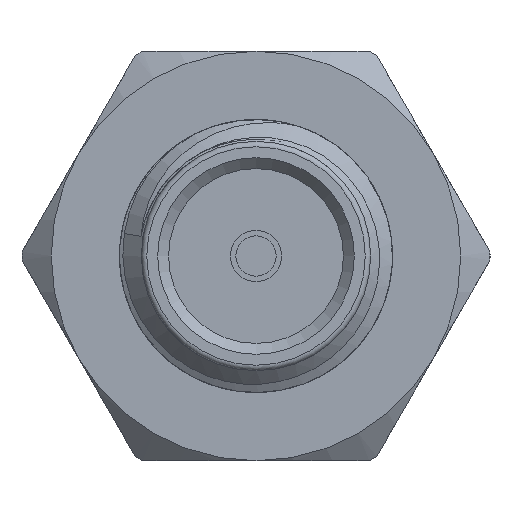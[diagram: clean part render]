
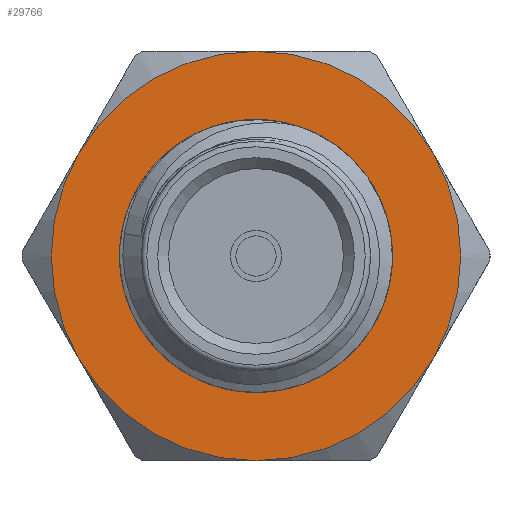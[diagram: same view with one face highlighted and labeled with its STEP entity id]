
A CAD part, left-side view. The second image highlights one B-rep face of the part: STEP entity #29766.
In plain terms, the highlighted planar face has unit normal (-1, 0, 0).
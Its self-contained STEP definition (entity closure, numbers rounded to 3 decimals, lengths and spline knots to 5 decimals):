
#847 = EDGE_CURVE ( 'NONE', #10000, #10000, #31175, .T. ) ;
#2203 = AXIS2_PLACEMENT_3D ( 'NONE', #13840, #3329, #14923 ) ;
#2279 = DIRECTION ( 'NONE',  ( 0., 1., 0. ) ) ;
#2444 = DIRECTION ( 'NONE',  ( 1., 0., 0. ) ) ;
#2823 = VERTEX_POINT ( 'NONE', #22863 ) ;
#3329 = DIRECTION ( 'NONE',  ( 1., 0., 0. ) ) ;
#3566 = CIRCLE ( 'NONE', #34627, 0.1875 ) ;
#3655 = CIRCLE ( 'NONE', #6696, 0.1875 ) ;
#4311 = CARTESIAN_POINT ( 'NONE',  ( 0.235, -0.105, 0. ) ) ;
#4397 = CARTESIAN_POINT ( 'NONE',  ( 0.235, 0., 0. ) ) ;
#4429 = EDGE_CURVE ( 'NONE', #26613, #2823, #16112, .T. ) ;
#4568 = AXIS2_PLACEMENT_3D ( 'NONE', #30813, #15963, #14418 ) ;
#4792 = AXIS2_PLACEMENT_3D ( 'NONE', #15416, #32924, #24334 ) ;
#5520 = CARTESIAN_POINT ( 'NONE',  ( 0.235, 0., 0. ) ) ;
#6358 = ORIENTED_EDGE ( 'NONE', *, *, #9424, .F. ) ;
#6696 = AXIS2_PLACEMENT_3D ( 'NONE', #4397, #9897, #33121 ) ;
#6875 = DIRECTION ( 'NONE',  ( 0., 1., 0. ) ) ;
#7069 = CIRCLE ( 'NONE', #2203, 0.1875 ) ;
#9424 = EDGE_CURVE ( 'NONE', #21605, #11554, #31877, .T. ) ;
#9715 = DIRECTION ( 'NONE',  ( 1., 0., 0. ) ) ;
#9897 = DIRECTION ( 'NONE',  ( 1., 0., 0. ) ) ;
#10000 = VERTEX_POINT ( 'NONE', #4311 ) ;
#10697 = EDGE_CURVE ( 'NONE', #11554, #26613, #22157, .T. ) ;
#11539 = VERTEX_POINT ( 'NONE', #30437 ) ;
#11554 = VERTEX_POINT ( 'NONE', #37254 ) ;
#11768 = DIRECTION ( 'NONE',  ( 1., 0., 0. ) ) ;
#12113 = CARTESIAN_POINT ( 'NONE',  ( 0.235, 0., 0. ) ) ;
#12139 = ORIENTED_EDGE ( 'NONE', *, *, #36664, .F. ) ;
#12416 = EDGE_LOOP ( 'NONE', ( #14592 ) ) ;
#13840 = CARTESIAN_POINT ( 'NONE',  ( 0.235, 0., 0. ) ) ;
#14418 = DIRECTION ( 'NONE',  ( 0., 1., 0. ) ) ;
#14592 = ORIENTED_EDGE ( 'NONE', *, *, #847, .F. ) ;
#14923 = DIRECTION ( 'NONE',  ( 0., 1., 0. ) ) ;
#15352 = ORIENTED_EDGE ( 'NONE', *, *, #10697, .F. ) ;
#15416 = CARTESIAN_POINT ( 'NONE',  ( 0.235, 0., 0. ) ) ;
#15963 = DIRECTION ( 'NONE',  ( 1., 0., 0. ) ) ;
#16112 = CIRCLE ( 'NONE', #4792, 0.1875 ) ;
#17302 = EDGE_LOOP ( 'NONE', ( #22641, #32080, #15352, #6358, #12139, #30063 ) ) ;
#19205 = VERTEX_POINT ( 'NONE', #23926 ) ;
#21605 = VERTEX_POINT ( 'NONE', #22572 ) ;
#22064 = PLANE ( 'NONE',  #31994 ) ;
#22157 = CIRCLE ( 'NONE', #28246, 0.1875 ) ;
#22377 = EDGE_CURVE ( 'NONE', #11539, #19205, #3566, .T. ) ;
#22572 = CARTESIAN_POINT ( 'NONE',  ( 0.235, -0.16238, 0.09375 ) ) ;
#22641 = ORIENTED_EDGE ( 'NONE', *, *, #24371, .F. ) ;
#22863 = CARTESIAN_POINT ( 'NONE',  ( 0.235, 0.16238, -0.09375 ) ) ;
#23709 = DIRECTION ( 'NONE',  ( 0., -1., 0. ) ) ;
#23926 = CARTESIAN_POINT ( 'NONE',  ( 0.235, 0., 0.1875 ) ) ;
#24334 = DIRECTION ( 'NONE',  ( 0., 1., 0. ) ) ;
#24371 = EDGE_CURVE ( 'NONE', #2823, #11539, #3655, .T. ) ;
#24988 = CARTESIAN_POINT ( 'NONE',  ( 0.235, 0., -0.1875 ) ) ;
#25816 = DIRECTION ( 'NONE',  ( -1., 0., 0. ) ) ;
#25874 = AXIS2_PLACEMENT_3D ( 'NONE', #12113, #25816, #23709 ) ;
#26613 = VERTEX_POINT ( 'NONE', #24988 ) ;
#28246 = AXIS2_PLACEMENT_3D ( 'NONE', #5520, #11768, #2279 ) ;
#29766 = ADVANCED_FACE ( 'NONE', ( #29902, #36539 ), #22064, .F. ) ;
#29902 = FACE_BOUND ( 'NONE', #12416, .T. ) ;
#30063 = ORIENTED_EDGE ( 'NONE', *, *, #22377, .F. ) ;
#30437 = CARTESIAN_POINT ( 'NONE',  ( 0.235, 0.16238, 0.09375 ) ) ;
#30813 = CARTESIAN_POINT ( 'NONE',  ( 0.235, 0., 0. ) ) ;
#31175 = CIRCLE ( 'NONE', #25874, 0.105 ) ;
#31554 = DIRECTION ( 'NONE',  ( 0., 1., 0. ) ) ;
#31877 = CIRCLE ( 'NONE', #4568, 0.1875 ) ;
#31994 = AXIS2_PLACEMENT_3D ( 'NONE', #33693, #9715, #6875 ) ;
#32080 = ORIENTED_EDGE ( 'NONE', *, *, #4429, .F. ) ;
#32924 = DIRECTION ( 'NONE',  ( 1., 0., 0. ) ) ;
#33121 = DIRECTION ( 'NONE',  ( 0., 1., 0. ) ) ;
#33693 = CARTESIAN_POINT ( 'NONE',  ( 0.235, 0.105, 0. ) ) ;
#34586 = CARTESIAN_POINT ( 'NONE',  ( 0.235, 0., 0. ) ) ;
#34627 = AXIS2_PLACEMENT_3D ( 'NONE', #34586, #2444, #31554 ) ;
#36539 = FACE_OUTER_BOUND ( 'NONE', #17302, .T. ) ;
#36664 = EDGE_CURVE ( 'NONE', #19205, #21605, #7069, .T. ) ;
#37254 = CARTESIAN_POINT ( 'NONE',  ( 0.235, -0.16238, -0.09375 ) ) ;
